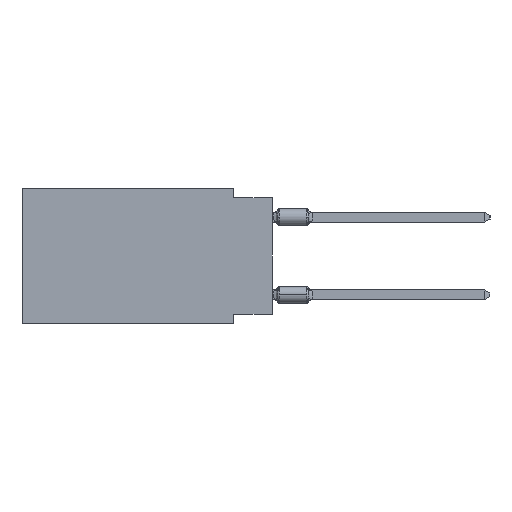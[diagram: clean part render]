
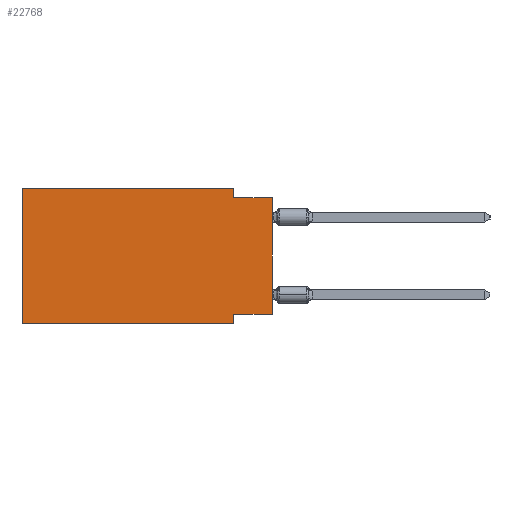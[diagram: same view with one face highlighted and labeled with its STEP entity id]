
A CAD part, left-side view. The second image highlights one B-rep face of the part: STEP entity #22768.
In plain terms, the highlighted planar face has unit normal (-1, 0, 0).
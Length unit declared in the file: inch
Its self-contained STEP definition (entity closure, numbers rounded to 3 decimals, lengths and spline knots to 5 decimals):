
#1717 = EDGE_CURVE ( 'NONE', #17696, #13348, #33708, .T. ) ;
#1862 = LINE ( 'NONE', #14384, #24899 ) ;
#2176 = DIRECTION ( 'NONE',  ( 0., 0., -1. ) ) ;
#3152 = LINE ( 'NONE', #6041, #30671 ) ;
#3301 = LINE ( 'NONE', #22553, #33003 ) ;
#3715 = VERTEX_POINT ( 'NONE', #29158 ) ;
#3914 = LINE ( 'NONE', #10301, #24768 ) ;
#5159 = DIRECTION ( 'NONE',  ( 0., 0., -1. ) ) ;
#5219 = ORIENTED_EDGE ( 'NONE', *, *, #30397, .F. ) ;
#5442 = FACE_OUTER_BOUND ( 'NONE', #7165, .T. ) ;
#6041 = CARTESIAN_POINT ( 'NONE',  ( 0., 0.645, 0. ) ) ;
#7165 = EDGE_LOOP ( 'NONE', ( #20870, #36806, #5219, #19607, #31693, #36180, #18154, #28934 ) ) ;
#8089 = EDGE_CURVE ( 'NONE', #21768, #17808, #3301, .T. ) ;
#10301 = CARTESIAN_POINT ( 'NONE',  ( 0., 0., 0. ) ) ;
#11276 = LINE ( 'NONE', #23746, #12863 ) ;
#12863 = VECTOR ( 'NONE', #36412, 39.37008 ) ;
#13144 = VERTEX_POINT ( 'NONE', #17134 ) ;
#13348 = VERTEX_POINT ( 'NONE', #30792 ) ;
#14384 = CARTESIAN_POINT ( 'NONE',  ( 0., 0., -0.025 ) ) ;
#15112 = EDGE_CURVE ( 'NONE', #13348, #3715, #22333, .T. ) ;
#15291 = EDGE_CURVE ( 'NONE', #21768, #3715, #11276, .T. ) ;
#15476 = DIRECTION ( 'NONE',  ( 0., -1., 0. ) ) ;
#16214 = DIRECTION ( 'NONE',  ( 0., 0., 1. ) ) ;
#16378 = VECTOR ( 'NONE', #27577, 39.37008 ) ;
#17134 = CARTESIAN_POINT ( 'NONE',  ( 0., 0., -0.025 ) ) ;
#17244 = DIRECTION ( 'NONE',  ( 0., -1., 0. ) ) ;
#17381 = VECTOR ( 'NONE', #5159, 39.37008 ) ;
#17391 = CARTESIAN_POINT ( 'NONE',  ( 0., 0., -0.325 ) ) ;
#17696 = VERTEX_POINT ( 'NONE', #39890 ) ;
#17756 = CARTESIAN_POINT ( 'NONE',  ( 0., 0.645, 0. ) ) ;
#17808 = VERTEX_POINT ( 'NONE', #36830 ) ;
#18154 = ORIENTED_EDGE ( 'NONE', *, *, #15112, .F. ) ;
#18477 = VERTEX_POINT ( 'NONE', #27336 ) ;
#19230 = DIRECTION ( 'NONE',  ( 0., 0., -1. ) ) ;
#19607 = ORIENTED_EDGE ( 'NONE', *, *, #36144, .F. ) ;
#20736 = LINE ( 'NONE', #33184, #17381 ) ;
#20870 = ORIENTED_EDGE ( 'NONE', *, *, #33950, .T. ) ;
#21238 = DIRECTION ( 'NONE',  ( 1., 0., 0. ) ) ;
#21768 = VERTEX_POINT ( 'NONE', #37029 ) ;
#22282 = EDGE_CURVE ( 'NONE', #25601, #13144, #1862, .T. ) ;
#22333 = LINE ( 'NONE', #34768, #30486 ) ;
#22553 = CARTESIAN_POINT ( 'NONE',  ( 0., 0.645, 0. ) ) ;
#22768 = ADVANCED_FACE ( 'NONE', ( #5442 ), #33270, .F. ) ;
#23746 = CARTESIAN_POINT ( 'NONE',  ( 0., 0.645, -0.35 ) ) ;
#24768 = VECTOR ( 'NONE', #16214, 39.37008 ) ;
#24899 = VECTOR ( 'NONE', #17244, 39.37008 ) ;
#25601 = VERTEX_POINT ( 'NONE', #37489 ) ;
#27336 = CARTESIAN_POINT ( 'NONE',  ( 0., 0.1, 0. ) ) ;
#27577 = DIRECTION ( 'NONE',  ( 0., 1., 0. ) ) ;
#28456 = DIRECTION ( 'NONE',  ( 0., 0., 1. ) ) ;
#28934 = ORIENTED_EDGE ( 'NONE', *, *, #1717, .F. ) ;
#29158 = CARTESIAN_POINT ( 'NONE',  ( 0., 0.1, -0.35 ) ) ;
#30397 = EDGE_CURVE ( 'NONE', #18477, #25601, #20736, .T. ) ;
#30486 = VECTOR ( 'NONE', #19230, 39.37008 ) ;
#30671 = VECTOR ( 'NONE', #15476, 39.37008 ) ;
#30792 = CARTESIAN_POINT ( 'NONE',  ( 0., 0.1, -0.325 ) ) ;
#31693 = ORIENTED_EDGE ( 'NONE', *, *, #8089, .F. ) ;
#33003 = VECTOR ( 'NONE', #28456, 39.37008 ) ;
#33184 = CARTESIAN_POINT ( 'NONE',  ( 0., 0.1, 0. ) ) ;
#33270 = PLANE ( 'NONE',  #37984 ) ;
#33708 = LINE ( 'NONE', #17391, #16378 ) ;
#33950 = EDGE_CURVE ( 'NONE', #17696, #13144, #3914, .T. ) ;
#34768 = CARTESIAN_POINT ( 'NONE',  ( 0., 0.1, -0.35 ) ) ;
#36144 = EDGE_CURVE ( 'NONE', #17808, #18477, #3152, .T. ) ;
#36180 = ORIENTED_EDGE ( 'NONE', *, *, #15291, .T. ) ;
#36412 = DIRECTION ( 'NONE',  ( 0., -1., 0. ) ) ;
#36806 = ORIENTED_EDGE ( 'NONE', *, *, #22282, .F. ) ;
#36830 = CARTESIAN_POINT ( 'NONE',  ( 0., 0.645, 0. ) ) ;
#37029 = CARTESIAN_POINT ( 'NONE',  ( 0., 0.645, -0.35 ) ) ;
#37489 = CARTESIAN_POINT ( 'NONE',  ( 0., 0.1, -0.025 ) ) ;
#37984 = AXIS2_PLACEMENT_3D ( 'NONE', #17756, #21238, #2176 ) ;
#39890 = CARTESIAN_POINT ( 'NONE',  ( 0., 0., -0.325 ) ) ;
